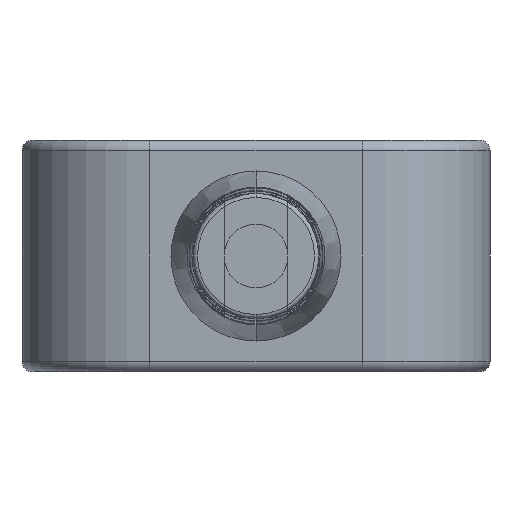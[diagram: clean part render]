
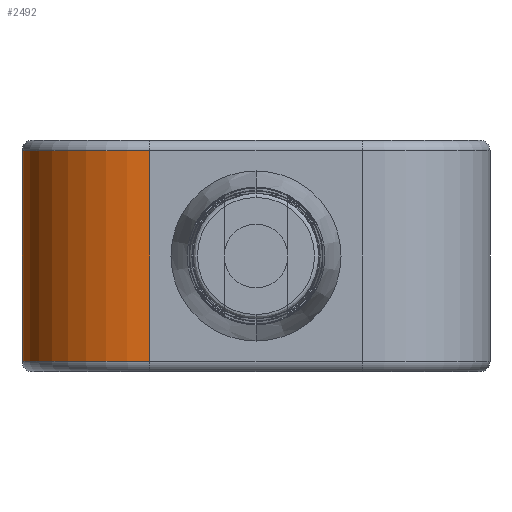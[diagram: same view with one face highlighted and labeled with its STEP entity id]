
A CAD part, front view. The second image highlights one B-rep face of the part: STEP entity #2492.
In plain terms, the highlighted cylindrical face has radius 6 mm (diameter 12 mm), a partial arc.
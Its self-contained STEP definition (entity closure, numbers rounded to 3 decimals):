
#649=DIRECTION('',(0.,0.,-1.));
#650=VECTOR('',#649,9.9);
#651=CARTESIAN_POINT('',(-11.,-136.9,4.95));
#652=LINE('',#651,#650);
#671=CARTESIAN_POINT('',(-5.,-136.9,4.95));
#672=DIRECTION('',(0.,0.,-1.));
#673=DIRECTION('',(0.,-1.,0.));
#674=AXIS2_PLACEMENT_3D('',#671,#672,#673);
#676=CARTESIAN_POINT('',(-5.,-136.9,-4.95));
#677=DIRECTION('',(0.,0.,-1.));
#678=DIRECTION('',(0.,-1.,0.));
#679=AXIS2_PLACEMENT_3D('',#676,#677,#678);
#693=DIRECTION('',(0.,0.,-1.));
#694=VECTOR('',#693,9.9);
#695=CARTESIAN_POINT('',(-5.,-142.9,4.95));
#696=LINE('',#695,#694);
#1345=CARTESIAN_POINT('',(-5.,-142.9,4.95));
#1346=VERTEX_POINT('',#1345);
#1349=CARTESIAN_POINT('',(-11.,-136.9,4.95));
#1350=VERTEX_POINT('',#1349);
#1379=CARTESIAN_POINT('',(-5.,-142.9,-4.95));
#1380=VERTEX_POINT('',#1379);
#1383=CARTESIAN_POINT('',(-11.,-136.9,-4.95));
#1384=VERTEX_POINT('',#1383);
#2480=CARTESIAN_POINT('',(-5.,-136.9,19.659));
#2481=DIRECTION('',(0.,0.,-1.));
#2482=DIRECTION('',(0.,-1.,0.));
#2483=AXIS2_PLACEMENT_3D('',#2480,#2481,#2482);
#2484=CYLINDRICAL_SURFACE('',#2483,6.);
#2485=ORIENTED_EDGE('',*,*,#2471,.F.);
#2487=ORIENTED_EDGE('',*,*,#2486,.T.);
#2488=ORIENTED_EDGE('',*,*,#2420,.T.);
#2489=ORIENTED_EDGE('',*,*,#2446,.F.);
#2490=EDGE_LOOP('',(#2485,#2487,#2488,#2489));
#2491=FACE_OUTER_BOUND('',#2490,.F.);
#675=CIRCLE('',#674,6.);
#680=CIRCLE('',#679,6.);
#2420=EDGE_CURVE('',#1380,#1384,#680,.T.);
#2446=EDGE_CURVE('',#1350,#1384,#652,.T.);
#2471=EDGE_CURVE('',#1346,#1350,#675,.T.);
#2486=EDGE_CURVE('',#1346,#1380,#696,.T.);
#2492=ADVANCED_FACE('',(#2491),#2484,.T.);
